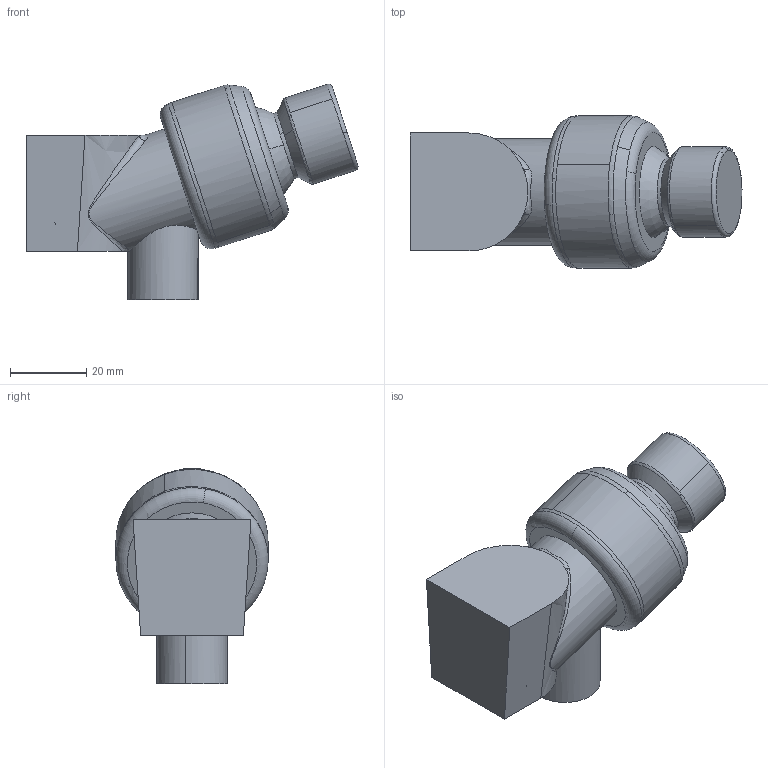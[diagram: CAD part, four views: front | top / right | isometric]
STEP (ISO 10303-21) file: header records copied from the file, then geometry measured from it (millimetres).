
FILE_DESCRIPTION(/* description */ ('AP214 STEP file'),/* implementation_level */ '2;1');
FILE_NAME(/* name */ '28418000_out.stp',/* time_stamp */ '2025-09-24T13:15:26+02:00',/* author */ (''),/* organization */ (''),/* preprocessor_version */ 'ST-DEVELOPER v18.1',/* originating_system */ 'Elysium Co. Ltd. STEP Translator v8.3.0.0',/* authorisation */ '');
FILE_SCHEMA (('AUTOMOTIVE_DESIGN { 1 0 10303 214 3 1 1 }'));
Length unit declared in the file: millimetre
Products named in the file (1): 28418000_extract
Bounding box: 87.27 x 40 x 56.69 mm (x, y, z)
Volume: 74403.5 mm3; surface area: 12395.8 mm2
Topology: 1 solids, 1 shells, 43 faces, 113 edges, 76 vertices
Faces by surface type: cylinder 13, torus 10, plane 9, bspline 5, cone 4, sphere 2
Entity records: 2233 total; most frequent: CARTESIAN_POINT 1220, ORIENTED_EDGE 226, EDGE_CURVE 113, STYLED_ITEM 86, VERTEX_POINT 76, AXIS2_PLACEMENT_3D 74, DIRECTION 73, B_SPLINE_CURVE_WITH_KNOTS 51
